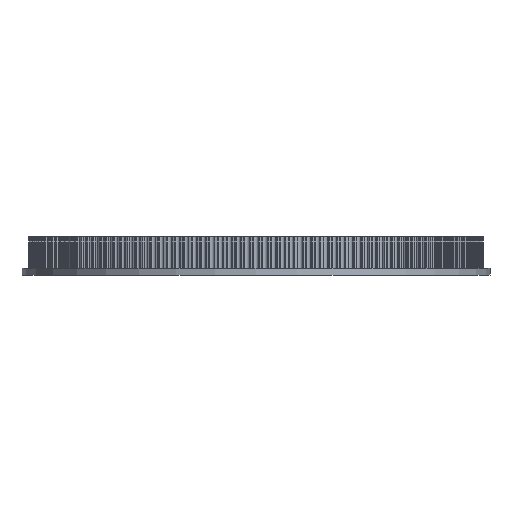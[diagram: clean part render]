
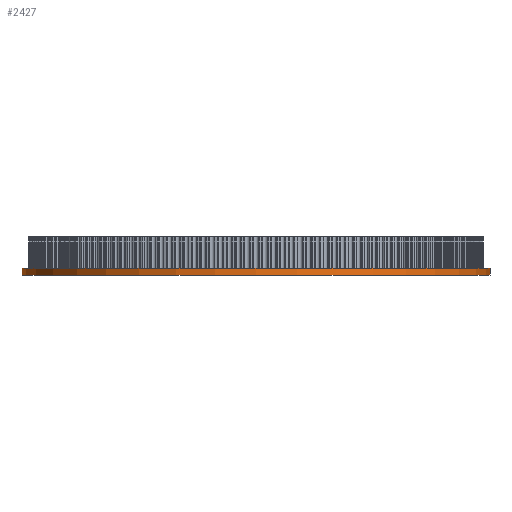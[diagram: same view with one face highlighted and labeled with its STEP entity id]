
A CAD part, front view. The second image highlights one B-rep face of the part: STEP entity #2427.
In plain terms, the highlighted cylindrical face has radius 52.18 mm (diameter 104.36 mm), a partial arc.
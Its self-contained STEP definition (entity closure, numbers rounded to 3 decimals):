
#1063 = ORIENTED_EDGE ( 'NONE', *, *, #18726, .F. ) ;
#1245 = AXIS2_PLACEMENT_3D ( 'NONE', #5868, #22218, #15498 ) ;
#2427 = ADVANCED_FACE ( 'NONE', ( #25155 ), #15905, .T. ) ;
#3935 = CARTESIAN_POINT ( 'NONE',  ( 103.11, 50.93, -1.5 ) ) ;
#5631 = EDGE_CURVE ( 'NONE', #15966, #10478, #17729, .T. ) ;
#5868 = CARTESIAN_POINT ( 'NONE',  ( 50.93, 50.93, -1.5 ) ) ;
#7504 = LINE ( 'NONE', #3935, #7618 ) ;
#7618 = VECTOR ( 'NONE', #16926, 1000. ) ;
#7728 = AXIS2_PLACEMENT_3D ( 'NONE', #20424, #16633, #20002 ) ;
#7745 = CARTESIAN_POINT ( 'NONE',  ( 103.11, 50.93, -1.5 ) ) ;
#8183 = CARTESIAN_POINT ( 'NONE',  ( -1.25, 50.93, -1.5 ) ) ;
#10478 = VERTEX_POINT ( 'NONE', #31952 ) ;
#13147 = VERTEX_POINT ( 'NONE', #7745 ) ;
#14846 = LINE ( 'NONE', #8183, #35448 ) ;
#15055 = DIRECTION ( 'NONE',  ( 0., 0., 1. ) ) ;
#15355 = CARTESIAN_POINT ( 'NONE',  ( 103.11, 50.93, 0. ) ) ;
#15498 = DIRECTION ( 'NONE',  ( 1., 0., 0. ) ) ;
#15810 = ORIENTED_EDGE ( 'NONE', *, *, #5631, .T. ) ;
#15905 = CYLINDRICAL_SURFACE ( 'NONE', #1245, 52.18 ) ;
#15966 = VERTEX_POINT ( 'NONE', #15355 ) ;
#16633 = DIRECTION ( 'NONE',  ( 0., 0., -1. ) ) ;
#16926 = DIRECTION ( 'NONE',  ( 0., 0., 1. ) ) ;
#17580 = ORIENTED_EDGE ( 'NONE', *, *, #24649, .F. ) ;
#17729 = CIRCLE ( 'NONE', #7728, 52.18 ) ;
#18726 = EDGE_CURVE ( 'NONE', #23574, #10478, #14846, .T. ) ;
#20002 = DIRECTION ( 'NONE',  ( -1., 0., 0. ) ) ;
#20424 = CARTESIAN_POINT ( 'NONE',  ( 50.93, 50.93, 0. ) ) ;
#21052 = AXIS2_PLACEMENT_3D ( 'NONE', #24099, #36857, #27435 ) ;
#22218 = DIRECTION ( 'NONE',  ( 0., 0., 1. ) ) ;
#23574 = VERTEX_POINT ( 'NONE', #25315 ) ;
#23641 = EDGE_CURVE ( 'NONE', #13147, #15966, #7504, .T. ) ;
#24099 = CARTESIAN_POINT ( 'NONE',  ( 50.93, 50.93, -1.5 ) ) ;
#24316 = ORIENTED_EDGE ( 'NONE', *, *, #23641, .T. ) ;
#24649 = EDGE_CURVE ( 'NONE', #13147, #23574, #39795, .T. ) ;
#25155 = FACE_OUTER_BOUND ( 'NONE', #30143, .T. ) ;
#25315 = CARTESIAN_POINT ( 'NONE',  ( -1.25, 50.93, -1.5 ) ) ;
#27435 = DIRECTION ( 'NONE',  ( -1., 0., 0. ) ) ;
#30143 = EDGE_LOOP ( 'NONE', ( #1063, #17580, #24316, #15810 ) ) ;
#31952 = CARTESIAN_POINT ( 'NONE',  ( -1.25, 50.93, 0. ) ) ;
#35448 = VECTOR ( 'NONE', #15055, 1000. ) ;
#36857 = DIRECTION ( 'NONE',  ( 0., 0., -1. ) ) ;
#39795 = CIRCLE ( 'NONE', #21052, 52.18 ) ;
